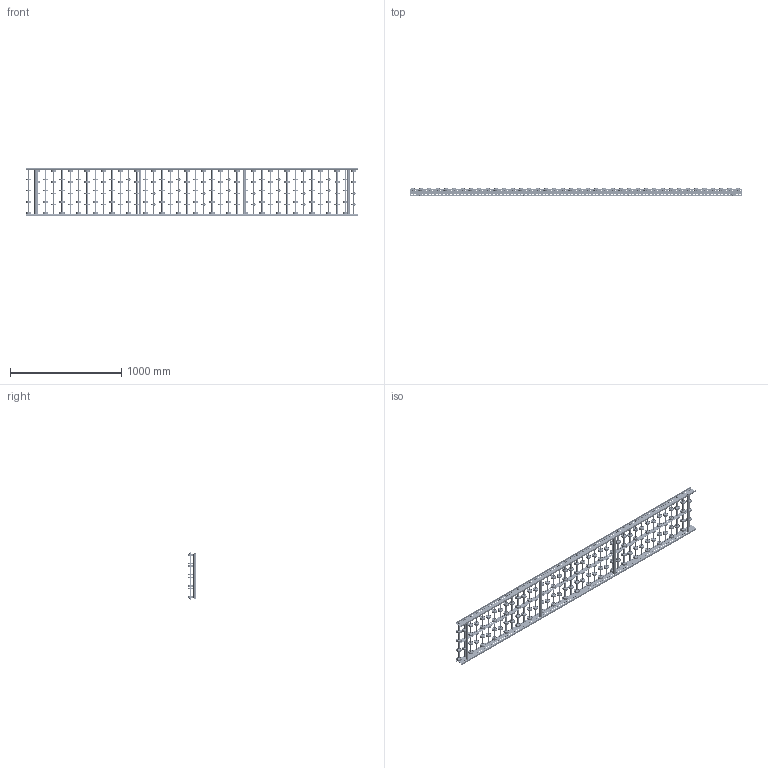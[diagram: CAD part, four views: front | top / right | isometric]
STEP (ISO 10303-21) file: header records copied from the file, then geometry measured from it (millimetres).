
FILE_DESCRIPTION (( 'STEP AP214' ), '1' );
FILE_NAME ('0052318.step', '2021-10-26T13:17:59', ( '' ), ( '' ), 'SwSTEP 2.0', 'SolidWorks 2020', '' );
FILE_SCHEMA (( 'AUTOMOTIVE_DESIGN' ));
Length unit declared in the file: millimetre
Products named in the file (10): 0052318; S100100_Längstraverse-42x2,5_S100104_L„ngstraverse-RB-L2949; 0011532_2300-48-8; S100994_Sperrzahnschraube_M08x16-8.8-A2K; S106837_Gewindestange-M8-KFG_L420; Hutmutter_DIN_1587_M8; Traversen_KFG_L400; Profil_LRB-20x70x20x2_KFG_S109080_U-PROFIL-20-70-20-2-LRB-L=2987,5; 0046278_KB-ROHR-12X1,75mm_KFG_L75,5; Röllchenachse-für-Konfiguration_EL400
Assembly tree (144 placements, depth 3):
  0052318
    Profil_LRB-20x70x20x2_KFG_S109080_U-PROFIL-20-70-20-2-LRB-L=2987,5  x2
    S100994_Sperrzahnschraube_M08x16-8.8-A2K  x8
    Traversen_KFG_L400  x4
    Röllchenachse-für-Konfiguration_EL400  x40
      S106837_Gewindestange-M8-KFG_L420
      0011532_2300-48-8
      0046278_KB-ROHR-12X1,75mm_KFG_L75,5
    S100100_Längstraverse-42x2,5_S100104_L„ngstraverse-RB-L2949
    Hutmutter_DIN_1587_M8  x80
Bounding box: 2987.5 x 78.98 x 440 mm (x, y, z)
Volume: 6171479.7 mm3; surface area: 4591091.1 mm2
Topology: 463 solids, 463 shells, 17218 faces, 37212 edges, 22232 vertices
Faces by surface type: cylinder 6160, torus 5152, plane 3010, cone 2816, bspline 80
Entity records: 51678 total; most frequent: DIRECTION 9633, CARTESIAN_POINT 8614, ORIENTED_EDGE 8016, AXIS2_PLACEMENT_3D 4157, EDGE_CURVE 4008, VERTEX_POINT 2642, EDGE_LOOP 2612, CIRCLE 2609
